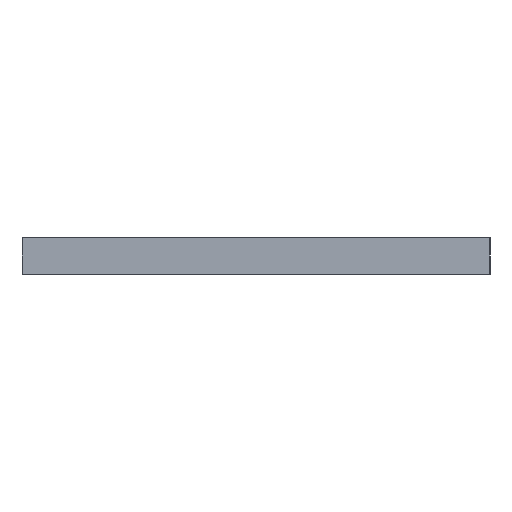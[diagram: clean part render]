
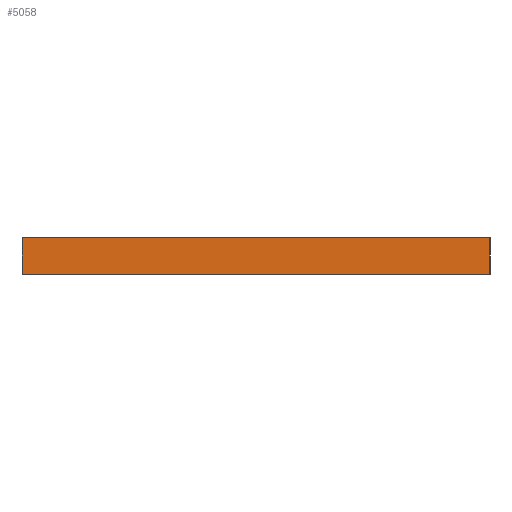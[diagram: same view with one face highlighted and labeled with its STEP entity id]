
A CAD part, left-side view. The second image highlights one B-rep face of the part: STEP entity #5058.
In plain terms, the highlighted planar face has unit normal (-1, 0, 0).
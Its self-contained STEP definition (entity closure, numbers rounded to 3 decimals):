
#283=LINE('',#6959,#799);
#421=LINE('',#7492,#937);
#477=LINE('',#7804,#993);
#634=LINE('',#8725,#1150);
#799=VECTOR('',#5607,10.);
#937=VECTOR('',#5871,10.);
#993=VECTOR('',#5999,10.);
#1150=VECTOR('',#6372,10.);
#1414=PLANE('',#5384);
#1666=FACE_OUTER_BOUND('',#1936,.T.);
#1936=EDGE_LOOP('',(#4501,#4502,#4503,#4504));
#2139=VERTEX_POINT('',#6956);
#2140=VERTEX_POINT('',#6958);
#2299=VERTEX_POINT('',#7489);
#2300=VERTEX_POINT('',#7491);
#2675=EDGE_CURVE('',#2139,#2140,#283,.F.);
#2867=EDGE_CURVE('',#2300,#2299,#421,.F.);
#2949=EDGE_CURVE('',#2300,#2139,#477,.F.);
#3184=EDGE_CURVE('',#2299,#2140,#634,.T.);
#4501=ORIENTED_EDGE('',*,*,#2867,.T.);
#4502=ORIENTED_EDGE('',*,*,#3184,.T.);
#4503=ORIENTED_EDGE('',*,*,#2675,.F.);
#4504=ORIENTED_EDGE('',*,*,#2949,.F.);
#5058=ADVANCED_FACE('',(#1666),#1414,.T.);
#5384=AXIS2_PLACEMENT_3D('',#8724,#6370,#6371);
#5607=DIRECTION('',(0.,1.,0.));
#5871=DIRECTION('',(0.,1.,0.));
#5999=DIRECTION('',(0.,0.,-1.));
#6370=DIRECTION('center_axis',(-1.,0.,0.));
#6371=DIRECTION('ref_axis',(0.,-1.,0.));
#6372=DIRECTION('',(0.,0.,1.));
#6956=CARTESIAN_POINT('',(5.,52.,4.));
#6958=CARTESIAN_POINT('',(5.,1.,4.));
#6959=CARTESIAN_POINT('',(5.,60.,4.));
#7489=CARTESIAN_POINT('',(5.,1.,0.));
#7491=CARTESIAN_POINT('',(5.,52.,0.));
#7492=CARTESIAN_POINT('',(5.,60.,0.));
#7804=CARTESIAN_POINT('',(5.,52.,0.));
#8724=CARTESIAN_POINT('Origin',(5.,80.,0.));
#8725=CARTESIAN_POINT('',(5.,1.,0.));
